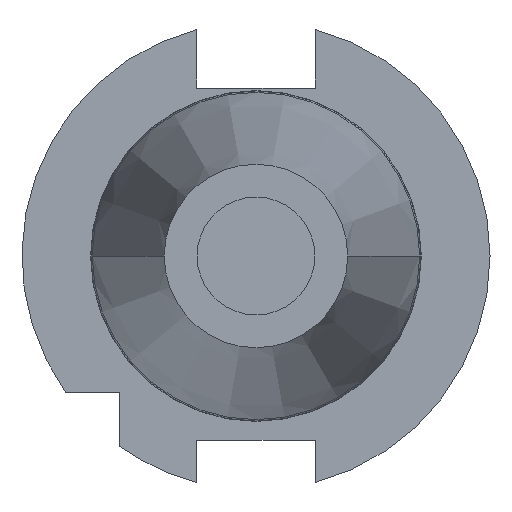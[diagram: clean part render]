
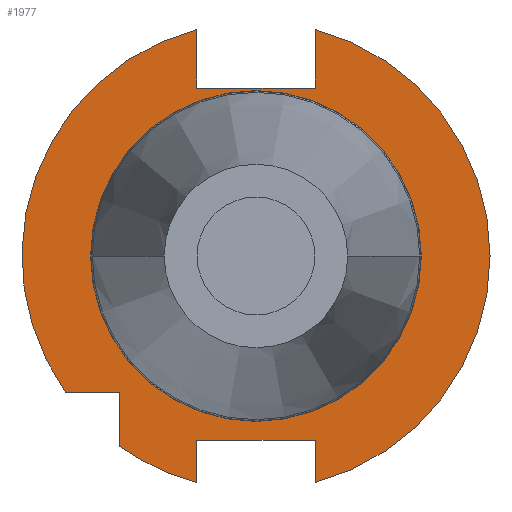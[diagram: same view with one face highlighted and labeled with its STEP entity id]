
A CAD part, left-side view. The second image highlights one B-rep face of the part: STEP entity #1977.
In plain terms, the highlighted planar face has unit normal (-1, 0, 0).
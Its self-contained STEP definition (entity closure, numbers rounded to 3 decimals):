
#812=CARTESIAN_POINT('',(3.2,0.,0.));
#813=DIRECTION('',(-1.,0.,0.));
#814=DIRECTION('',(0.,-0.253,-0.967));
#815=AXIS2_PLACEMENT_3D('',#812,#813,#814);
#857=CARTESIAN_POINT('',(3.2,0.,0.));
#858=DIRECTION('',(-1.,0.,0.));
#859=DIRECTION('',(0.,0.253,0.967));
#860=AXIS2_PLACEMENT_3D('',#857,#858,#859);
#872=CARTESIAN_POINT('',(3.2,0.,0.));
#873=DIRECTION('',(-1.,0.,0.));
#874=DIRECTION('',(0.,0.582,-0.813));
#875=AXIS2_PLACEMENT_3D('',#872,#873,#874);
#895=DIRECTION('',(0.,-1.,0.));
#896=VECTOR('',#895,7.334);
#897=CARTESIAN_POINT('',(3.2,25.834,-18.5));
#898=LINE('',#897,#896);
#902=DIRECTION('',(0.,0.,-1.));
#903=VECTOR('',#902,7.938);
#904=CARTESIAN_POINT('',(3.2,8.05,30.738));
#905=LINE('',#904,#903);
#909=DIRECTION('',(0.,1.,0.));
#910=VECTOR('',#909,16.1);
#911=CARTESIAN_POINT('',(3.2,-8.05,22.8));
#912=LINE('',#911,#910);
#916=DIRECTION('',(0.,0.,-1.));
#917=VECTOR('',#916,7.938);
#918=CARTESIAN_POINT('',(3.2,-8.05,30.738));
#919=LINE('',#918,#917);
#923=DIRECTION('',(0.,0.,1.));
#924=VECTOR('',#923,5.738);
#925=CARTESIAN_POINT('',(3.2,-8.05,-30.738));
#926=LINE('',#925,#924);
#930=DIRECTION('',(0.,1.,0.));
#931=VECTOR('',#930,16.1);
#932=CARTESIAN_POINT('',(3.2,-8.05,-25.));
#933=LINE('',#932,#931);
#937=DIRECTION('',(0.,0.,1.));
#938=VECTOR('',#937,5.738);
#939=CARTESIAN_POINT('',(3.2,8.05,-30.738));
#940=LINE('',#939,#938);
#944=DIRECTION('',(0.,0.,1.));
#945=VECTOR('',#944,7.334);
#946=CARTESIAN_POINT('',(3.2,18.5,-25.834));
#947=LINE('',#946,#945);
#965=CARTESIAN_POINT('',(3.2,0.,0.));
#966=DIRECTION('',(-1.,0.,0.));
#967=DIRECTION('',(0.,1.,0.));
#968=AXIS2_PLACEMENT_3D('',#965,#966,#967);
#973=CARTESIAN_POINT('',(3.2,0.,0.));
#974=DIRECTION('',(1.,0.,0.));
#975=DIRECTION('',(0.,1.,0.));
#976=AXIS2_PLACEMENT_3D('',#973,#974,#975);
#1133=CARTESIAN_POINT('',(3.2,22.334,0.));
#1135=VERTEX_POINT('',#1133);
#1143=CARTESIAN_POINT('',(3.2,-22.334,0.));
#1145=VERTEX_POINT('',#1143);
#1165=CARTESIAN_POINT('',(3.2,8.05,30.738));
#1166=VERTEX_POINT('',#1165);
#1167=CARTESIAN_POINT('',(3.2,-8.05,30.738));
#1168=VERTEX_POINT('',#1167);
#1169=CARTESIAN_POINT('',(3.2,-8.05,22.8));
#1170=CARTESIAN_POINT('',(3.2,8.05,22.8));
#1171=VERTEX_POINT('',#1169);
#1172=VERTEX_POINT('',#1170);
#1203=CARTESIAN_POINT('',(3.2,8.05,-30.738));
#1204=VERTEX_POINT('',#1203);
#1205=CARTESIAN_POINT('',(3.2,-8.05,-30.738));
#1206=VERTEX_POINT('',#1205);
#1207=CARTESIAN_POINT('',(3.2,-8.05,-25.));
#1208=CARTESIAN_POINT('',(3.2,8.05,-25.));
#1209=VERTEX_POINT('',#1207);
#1210=VERTEX_POINT('',#1208);
#1235=CARTESIAN_POINT('',(3.2,25.834,-18.5));
#1236=VERTEX_POINT('',#1235);
#1237=CARTESIAN_POINT('',(3.2,18.5,-25.834));
#1238=VERTEX_POINT('',#1237);
#1239=CARTESIAN_POINT('',(3.2,18.5,-18.5));
#1240=VERTEX_POINT('',#1239);
#1949=CARTESIAN_POINT('',(3.2,0.,0.));
#1950=DIRECTION('',(1.,0.,0.));
#1951=DIRECTION('',(0.,-1.,0.));
#1952=AXIS2_PLACEMENT_3D('',#1949,#1950,#1951);
#1953=PLANE('',#1952);
#1954=ORIENTED_EDGE('',*,*,#1581,.F.);
#1955=ORIENTED_EDGE('',*,*,#1930,.F.);
#1957=ORIENTED_EDGE('',*,*,#1956,.T.);
#1959=ORIENTED_EDGE('',*,*,#1958,.F.);
#1961=ORIENTED_EDGE('',*,*,#1960,.F.);
#1962=ORIENTED_EDGE('',*,*,#1913,.F.);
#1963=ORIENTED_EDGE('',*,*,#1640,.T.);
#1964=ORIENTED_EDGE('',*,*,#1666,.T.);
#1965=ORIENTED_EDGE('',*,*,#1691,.F.);
#1966=ORIENTED_EDGE('',*,*,#1942,.F.);
#1968=ORIENTED_EDGE('',*,*,#1967,.T.);
#1969=EDGE_LOOP('',(#1954,#1955,#1957,#1959,#1961,#1962,#1963,#1964,#1965,#1966,
#1968));
#1970=FACE_OUTER_BOUND('',#1969,.F.);
#1972=ORIENTED_EDGE('',*,*,#1971,.T.);
#1974=ORIENTED_EDGE('',*,*,#1973,.F.);
#1975=EDGE_LOOP('',(#1972,#1974));
#1976=FACE_BOUND('',#1975,.F.);
#816=CIRCLE('',#815,31.775);
#861=CIRCLE('',#860,31.775);
#876=CIRCLE('',#875,31.775);
#969=CIRCLE('',#968,22.334);
#977=CIRCLE('',#976,22.334);
#1581=EDGE_CURVE('',#1236,#1240,#898,.T.);
#1640=EDGE_CURVE('',#1206,#1209,#926,.T.);
#1666=EDGE_CURVE('',#1209,#1210,#933,.T.);
#1691=EDGE_CURVE('',#1204,#1210,#940,.T.);
#1913=EDGE_CURVE('',#1206,#1168,#816,.T.);
#1930=EDGE_CURVE('',#1166,#1236,#861,.T.);
#1942=EDGE_CURVE('',#1238,#1204,#876,.T.);
#1956=EDGE_CURVE('',#1166,#1172,#905,.T.);
#1958=EDGE_CURVE('',#1171,#1172,#912,.T.);
#1960=EDGE_CURVE('',#1168,#1171,#919,.T.);
#1967=EDGE_CURVE('',#1238,#1240,#947,.T.);
#1971=EDGE_CURVE('',#1135,#1145,#969,.T.);
#1973=EDGE_CURVE('',#1135,#1145,#977,.T.);
#1977=ADVANCED_FACE('',(#1970,#1976),#1953,.F.);
